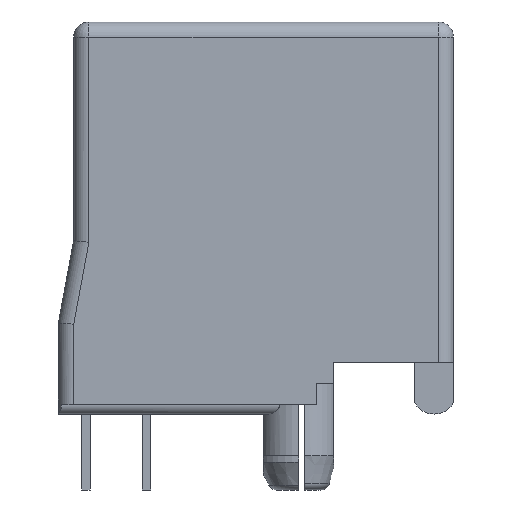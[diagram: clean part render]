
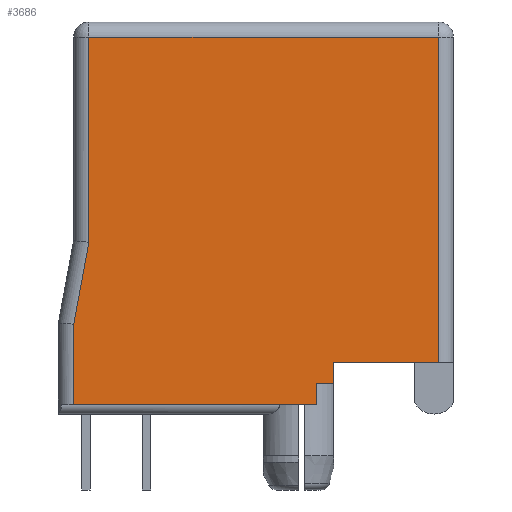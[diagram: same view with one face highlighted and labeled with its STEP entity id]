
A CAD part, left-side view. The second image highlights one B-rep face of the part: STEP entity #3686.
In plain terms, the highlighted planar face has unit normal (-1, 0, 0).
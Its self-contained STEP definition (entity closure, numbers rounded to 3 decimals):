
#2=DIRECTION('',(0.,0.,1.));
#3=VECTOR('',#2,13.589);
#4=CARTESIAN_POINT('',(-6.731,-7.62,-14.224));
#5=LINE('',#4,#3);
#6=DIRECTION('',(0.,0.,-1.));
#7=VECTOR('',#6,0.889);
#8=CARTESIAN_POINT('',(-6.731,-3.251,-14.224));
#9=LINE('',#8,#7);
#10=DIRECTION('',(0.,0.,-1.));
#11=VECTOR('',#10,0.889);
#12=CARTESIAN_POINT('',(-6.731,-2.54,-15.113));
#13=LINE('',#12,#11);
#14=DIRECTION('',(0.,1.,0.));
#15=VECTOR('',#14,10.16);
#16=CARTESIAN_POINT('',(-6.731,-2.54,-16.002));
#17=LINE('',#16,#15);
#18=DIRECTION('',(0.,0.,-1.));
#19=VECTOR('',#18,3.371);
#20=CARTESIAN_POINT('',(-6.731,7.62,-12.631));
#21=LINE('',#20,#19);
#22=DIRECTION('',(0.,0.182,-0.983));
#23=VECTOR('',#22,3.487);
#24=CARTESIAN_POINT('',(-6.731,6.985,-9.202));
#25=LINE('',#24,#23);
#26=DIRECTION('',(0.,0.,-1.));
#27=VECTOR('',#26,8.567);
#28=CARTESIAN_POINT('',(-6.731,6.985,-0.635));
#29=LINE('',#28,#27);
#30=DIRECTION('',(0.,1.,0.));
#31=VECTOR('',#30,14.605);
#32=CARTESIAN_POINT('',(-6.731,-7.62,-0.635));
#33=LINE('',#32,#31);
#53=DIRECTION('',(0.,-1.,0.));
#54=VECTOR('',#53,4.369);
#55=CARTESIAN_POINT('',(-6.731,-3.251,-14.224));
#56=LINE('',#55,#54);
#2491=DIRECTION('',(0.,1.,0.));
#2492=VECTOR('',#2491,0.711);
#2493=CARTESIAN_POINT('',(-6.731,-3.251,-15.113));
#2494=LINE('',#2493,#2492);
#3287=CARTESIAN_POINT('',(-6.731,-2.54,-16.002));
#3289=VERTEX_POINT('',#3287);
#3331=CARTESIAN_POINT('',(-6.731,-2.54,-15.113));
#3333=VERTEX_POINT('',#3331);
#3343=CARTESIAN_POINT('',(-6.731,-3.251,-15.113));
#3345=VERTEX_POINT('',#3343);
#3348=CARTESIAN_POINT('',(-6.731,-3.251,-14.224));
#3349=VERTEX_POINT('',#3348);
#3405=CARTESIAN_POINT('',(-6.731,-7.62,-14.224));
#3407=VERTEX_POINT('',#3405);
#3408=CARTESIAN_POINT('',(-6.731,-7.62,-0.635));
#3409=VERTEX_POINT('',#3408);
#3414=CARTESIAN_POINT('',(-6.731,6.985,-0.635));
#3415=VERTEX_POINT('',#3414);
#3416=CARTESIAN_POINT('',(-6.731,7.62,-16.002));
#3418=VERTEX_POINT('',#3416);
#3423=CARTESIAN_POINT('',(-6.731,7.62,-12.631));
#3424=VERTEX_POINT('',#3423);
#3425=CARTESIAN_POINT('',(-6.731,6.985,-9.202));
#3426=VERTEX_POINT('',#3425);
#3659=CARTESIAN_POINT('',(-6.731,0.,0.));
#3660=DIRECTION('',(1.,0.,0.));
#3661=DIRECTION('',(0.,-1.,0.));
#3662=AXIS2_PLACEMENT_3D('',#3659,#3660,#3661);
#3663=PLANE('',#3662);
#3665=ORIENTED_EDGE('',*,*,#3664,.F.);
#3667=ORIENTED_EDGE('',*,*,#3666,.F.);
#3669=ORIENTED_EDGE('',*,*,#3668,.T.);
#3671=ORIENTED_EDGE('',*,*,#3670,.T.);
#3673=ORIENTED_EDGE('',*,*,#3672,.T.);
#3675=ORIENTED_EDGE('',*,*,#3674,.T.);
#3677=ORIENTED_EDGE('',*,*,#3676,.F.);
#3679=ORIENTED_EDGE('',*,*,#3678,.F.);
#3681=ORIENTED_EDGE('',*,*,#3680,.F.);
#3683=ORIENTED_EDGE('',*,*,#3682,.F.);
#3684=EDGE_LOOP('',(#3665,#3667,#3669,#3671,#3673,#3675,#3677,#3679,#3681,
#3683));
#3685=FACE_OUTER_BOUND('',#3684,.F.);
#3664=EDGE_CURVE('',#3407,#3409,#5,.T.);
#3666=EDGE_CURVE('',#3349,#3407,#56,.T.);
#3668=EDGE_CURVE('',#3349,#3345,#9,.T.);
#3670=EDGE_CURVE('',#3345,#3333,#2494,.T.);
#3672=EDGE_CURVE('',#3333,#3289,#13,.T.);
#3674=EDGE_CURVE('',#3289,#3418,#17,.T.);
#3676=EDGE_CURVE('',#3424,#3418,#21,.T.);
#3678=EDGE_CURVE('',#3426,#3424,#25,.T.);
#3680=EDGE_CURVE('',#3415,#3426,#29,.T.);
#3682=EDGE_CURVE('',#3409,#3415,#33,.T.);
#3686=ADVANCED_FACE('',(#3685),#3663,.F.);
